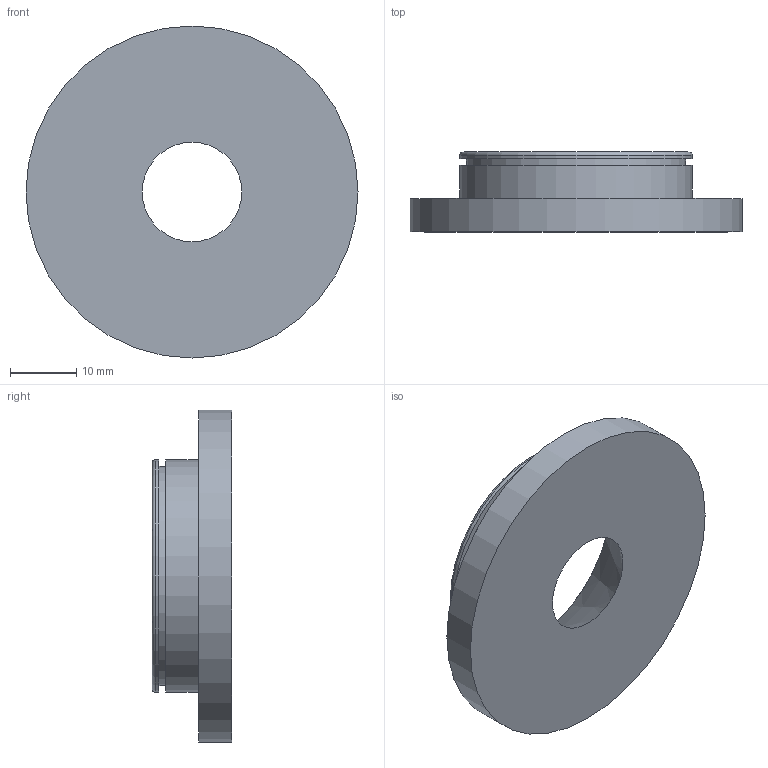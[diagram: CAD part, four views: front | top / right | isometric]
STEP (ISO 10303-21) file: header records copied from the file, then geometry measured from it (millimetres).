
FILE_DESCRIPTION(/* description */ (''),/* implementation_level */ '2;1');
FILE_NAME(/* name */ 'Casing_Redesign_15mmDrain v2.step',/* time_stamp */ '2020-09-17T10:39:03-04:00',/* author */ (''),/* organization */ (''),/* preprocessor_version */ 'ST-DEVELOPER v18.1',/* originating_system */ 'Autodesk Translation Framework v9.3.0.1241',/* authorisation */ '');
FILE_SCHEMA (('AUTOMOTIVE_DESIGN { 1 0 10303 214 3 1 1 }'));
Length unit declared in the file: millimetre
Products named in the file (1): Casing_Redesign_15mmDrain
Bounding box: 50 x 12.03 x 50 mm (x, y, z)
Volume: 10281.7 mm3; surface area: 6002 mm2
Topology: 1 solids, 1 shells, 12 faces, 21 edges, 14 vertices
Faces by surface type: cylinder 5, plane 5, torus 1, cone 1
Full cylindrical faces by diameter (mm): 33 x1, 35 x2, 41 x1, 50 x1
Entity records: 337 total; most frequent: DIRECTION 62, CARTESIAN_POINT 48, ORIENTED_EDGE 42, AXIS2_PLACEMENT_3D 28, EDGE_CURVE 21, EDGE_LOOP 17, CIRCLE 15, VERTEX_POINT 14
